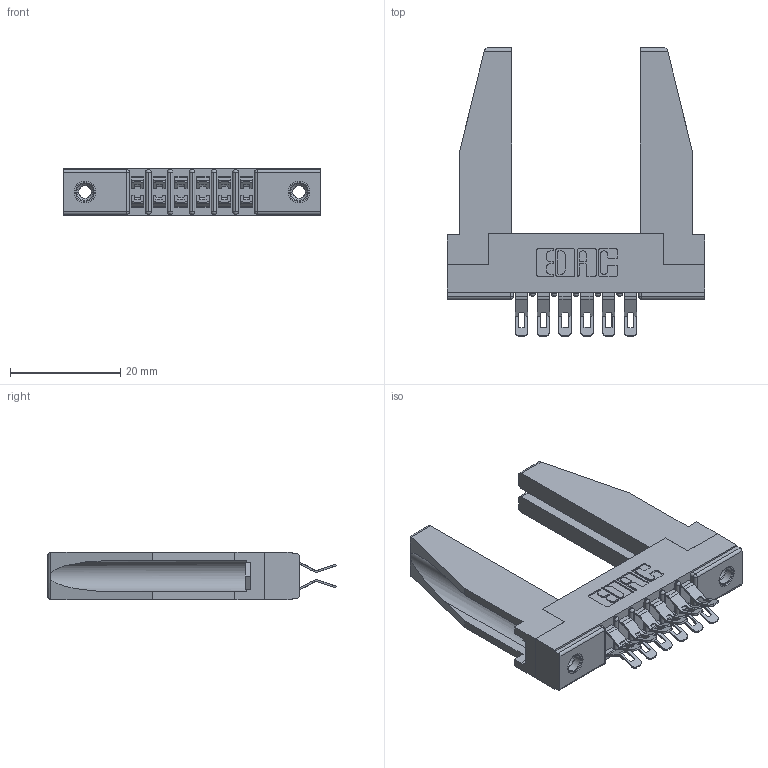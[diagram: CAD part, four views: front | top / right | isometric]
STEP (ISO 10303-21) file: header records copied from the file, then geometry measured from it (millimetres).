
FILE_DESCRIPTION (( 'STEP AP203' ), '1' );
FILE_NAME ('307-012-455-278.STEP', '2020-09-28T14:51:10', ( '' ), ( '' ), 'SwSTEP 2.0', 'SolidWorks 2020', '' );
FILE_SCHEMA (( 'CONFIG_CONTROL_DESIGN' ));
Length unit declared in the file: inch
Products named in the file (5): 307-220-078; 307-290-001_555; 307-012-455-278; 307 Part_.156 Dia Mounting Holes; 345-250-001_345-250-001-102
Assembly tree (17 placements, depth 2):
  307-012-455-278
    307 Part_.156 Dia Mounting Holes
    307-290-001_555  x12
    307-220-078  x2
    345-250-001_345-250-001-102  x2
Bounding box: 46.79 x 52.45 x 8.71 mm (x, y, z)
Volume: 7091.2 mm3; surface area: 8658.8 mm2
Topology: 17 solids, 17 shells, 987 faces, 2825 edges, 1838 vertices
Faces by surface type: plane 562, cylinder 395, sphere 14, cone 12, torus 4
Entity records: 12750 total; most frequent: CARTESIAN_POINT 2112, ORIENTED_EDGE 2050, DIRECTION 2045, EDGE_CURVE 1025, VECTOR 763, LINE 763, VERTEX_POINT 666, AXIS2_PLACEMENT_3D 641
